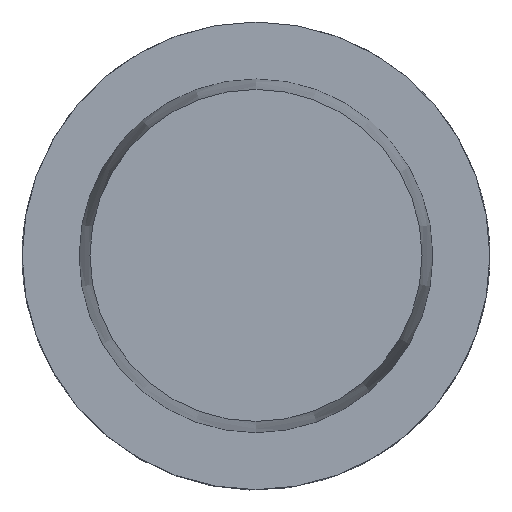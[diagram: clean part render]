
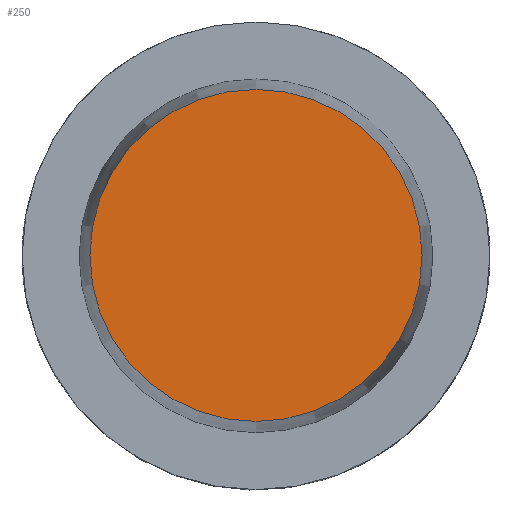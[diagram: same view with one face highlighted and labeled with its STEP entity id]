
A CAD part, top view. The second image highlights one B-rep face of the part: STEP entity #250.
In plain terms, the highlighted planar face has unit normal (0, 0, 1).
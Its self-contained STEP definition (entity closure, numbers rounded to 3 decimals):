
#250=ADVANCED_FACE('240[2]',(#691),#692,.T.);
#496=EDGE_CURVE('240[2]',#1036,#1036,#1037,.T.);
#691=FACE_OUTER_BOUND('',#1294,.T.);
#692=PLANE('',#1295);
#1036=VERTEX_POINT('',#1940);
#1037=CIRCLE('',#1941,14.2);
#1294=EDGE_LOOP('',(#2270));
#1295=AXIS2_PLACEMENT_3D('',#2271,#2272,#2273);
#1940=CARTESIAN_POINT('',(0.,14.2,20.0));
#1941=AXIS2_PLACEMENT_3D('',#2679,#2680,#2681);
#2270=ORIENTED_EDGE('',*,*,#496,.F.);
#2271=CARTESIAN_POINT('',(0.,7.1,20.0));
#2272=DIRECTION('',(0.,0.,1.0));
#2273=DIRECTION('',(1.0,0.,0.0));
#2679=CARTESIAN_POINT('',(0.,0.,20.0));
#2680=DIRECTION('',(0.,0.,-1.0));
#2681=DIRECTION('',(0.,1.0,0.));
